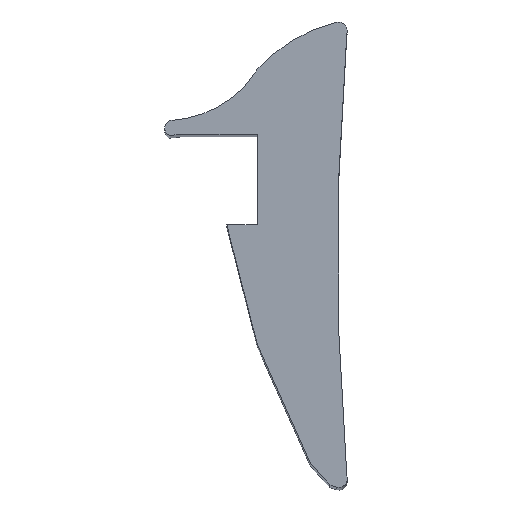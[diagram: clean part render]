
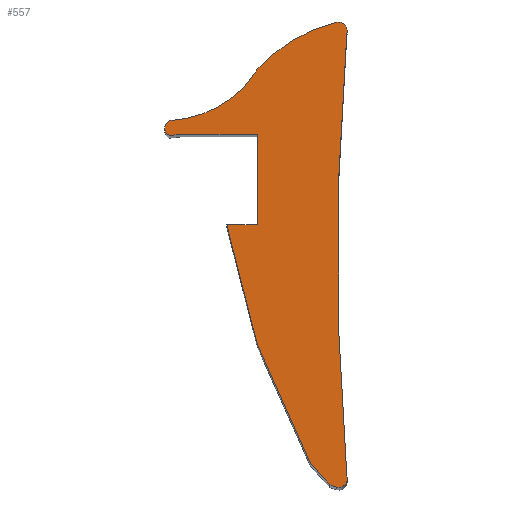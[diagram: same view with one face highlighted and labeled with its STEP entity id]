
A CAD part, top view. The second image highlights one B-rep face of the part: STEP entity #557.
In plain terms, the highlighted planar face has unit normal (0, 0, 1).
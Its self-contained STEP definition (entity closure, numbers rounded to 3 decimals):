
#18=CARTESIAN_POINT('',(-3.438,12.8,50.0));
#19=VERTEX_POINT('',#18);
#26=CARTESIAN_POINT('',(-0.373,14.976,50.0));
#27=VERTEX_POINT('',#26);
#28=CARTESIAN_POINT('',(0.843,10.018,50.0));
#29=DIRECTION('',(0.0,0.0,1.0));
#30=DIRECTION('',(1.0,0.0,0.0));
#31=AXIS2_PLACEMENT_3D('',#28,#29,#30);
#32=CIRCLE('',#31,5.106);
#33=EDGE_CURVE('',#27,#19,#32,.T.);
#58=CARTESIAN_POINT('',(-5.776,11.744,50.0));
#59=VERTEX_POINT('',#58);
#66=CARTESIAN_POINT('',(-6.042,15.45,50.0));
#67=DIRECTION('',(0.0,0.0,-1.0));
#68=DIRECTION('',(1.0,0.0,0.0));
#69=AXIS2_PLACEMENT_3D('',#66,#67,#68);
#70=CIRCLE('',#69,3.715);
#71=EDGE_CURVE('',#19,#59,#70,.T.);
#91=CARTESIAN_POINT('',(-5.859,11.242,50.0));
#92=VERTEX_POINT('',#91);
#99=CARTESIAN_POINT('',(-5.76,11.484,50.0));
#100=DIRECTION('',(0.0,0.0,1.0));
#101=DIRECTION('',(1.0,0.0,0.0));
#102=AXIS2_PLACEMENT_3D('',#99,#100,#101);
#103=CIRCLE('',#102,0.261);
#104=EDGE_CURVE('',#59,#92,#103,.T.);
#123=CARTESIAN_POINT('',(-5.465,11.288,50.0));
#124=VERTEX_POINT('',#123);
#131=CARTESIAN_POINT('',(-5.859,11.242,50.0));
#132=DIRECTION('',(0.993,0.114,0.0));
#133=VECTOR('',#132,0.396);
#134=LINE('',#131,#133);
#135=EDGE_CURVE('',#92,#124,#134,.T.);
#154=CARTESIAN_POINT('',(-4.965,11.288,50.0));
#155=VERTEX_POINT('',#154);
#162=CARTESIAN_POINT('',(-5.465,11.288,50.0));
#163=DIRECTION('',(1.0,0.0,0.0));
#164=VECTOR('',#163,0.5);
#165=LINE('',#162,#164);
#166=EDGE_CURVE('',#124,#155,#165,.T.);
#185=CARTESIAN_POINT('',(-4.09,11.288,50.0));
#186=VERTEX_POINT('',#185);
#193=CARTESIAN_POINT('',(-4.965,11.288,50.0));
#194=DIRECTION('',(1.,0.,0.0));
#195=VECTOR('',#194,0.875);
#196=LINE('',#193,#195);
#197=EDGE_CURVE('',#155,#186,#196,.T.);
#216=CARTESIAN_POINT('',(-2.965,11.288,50.0));
#217=VERTEX_POINT('',#216);
#224=CARTESIAN_POINT('',(-4.09,11.288,50.0));
#225=DIRECTION('',(1.0,0.0,0.0));
#226=VECTOR('',#225,1.125);
#227=LINE('',#224,#226);
#228=EDGE_CURVE('',#186,#217,#227,.T.);
#247=CARTESIAN_POINT('',(-2.965,8.288,50.0));
#248=VERTEX_POINT('',#247);
#255=CARTESIAN_POINT('',(-2.965,11.288,50.0));
#256=DIRECTION('',(0.0,-1.0,0.0));
#257=VECTOR('',#256,3.);
#258=LINE('',#255,#257);
#259=EDGE_CURVE('',#217,#248,#258,.T.);
#278=CARTESIAN_POINT('',(-3.965,8.288,50.0));
#279=VERTEX_POINT('',#278);
#286=CARTESIAN_POINT('',(-2.965,8.288,50.0));
#287=DIRECTION('',(-1.0,0.0,0.0));
#288=VECTOR('',#287,1.);
#289=LINE('',#286,#288);
#290=EDGE_CURVE('',#248,#279,#289,.T.);
#309=CARTESIAN_POINT('',(-2.957,4.343,50.0));
#310=VERTEX_POINT('',#309);
#317=CARTESIAN_POINT('',(-3.965,8.288,50.0));
#318=DIRECTION('',(0.248,-0.969,0.0));
#319=VECTOR('',#318,4.072);
#320=LINE('',#317,#319);
#321=EDGE_CURVE('',#279,#310,#320,.T.);
#340=CARTESIAN_POINT('',(-1.198,0.403,50.0));
#341=VERTEX_POINT('',#340);
#348=CARTESIAN_POINT('',(-2.957,4.343,50.0));
#349=DIRECTION('',(0.408,-0.913,0.0));
#350=VECTOR('',#349,4.314);
#351=LINE('',#348,#350);
#352=EDGE_CURVE('',#310,#341,#351,.T.);
#371=CARTESIAN_POINT('',(-0.557,-0.309,50.0));
#372=VERTEX_POINT('',#371);
#379=CARTESIAN_POINT('',(-1.198,0.403,50.0));
#380=DIRECTION('',(0.669,-0.743,0.0));
#381=VECTOR('',#380,0.959);
#382=LINE('',#379,#381);
#383=EDGE_CURVE('',#341,#372,#382,.T.);
#402=CARTESIAN_POINT('',(-0.344,-0.374,50.0));
#403=VERTEX_POINT('',#402);
#410=CARTESIAN_POINT('',(-0.557,-0.309,50.0));
#411=DIRECTION('',(0.956,-0.292,0.0));
#412=VECTOR('',#411,0.223);
#413=LINE('',#410,#412);
#414=EDGE_CURVE('',#372,#403,#413,.T.);
#434=CARTESIAN_POINT('',(0.0,0.0,50.0));
#435=VERTEX_POINT('',#434);
#442=CARTESIAN_POINT('',(-0.268,-0.099,50.0));
#443=DIRECTION('',(0.0,0.0,1.0));
#444=DIRECTION('',(1.0,0.0,0.0));
#445=AXIS2_PLACEMENT_3D('',#442,#443,#444);
#446=CIRCLE('',#445,0.285);
#447=EDGE_CURVE('',#403,#435,#446,.T.);
#467=CARTESIAN_POINT('',(0.,14.63,50.0));
#468=VERTEX_POINT('',#467);
#475=CARTESIAN_POINT('',(87.253,7.315,50.0));
#476=DIRECTION('',(0.0,0.0,-1.0));
#477=DIRECTION('',(1.0,0.0,0.0));
#478=AXIS2_PLACEMENT_3D('',#475,#476,#477);
#479=CIRCLE('',#478,87.56);
#480=EDGE_CURVE('',#435,#468,#479,.T.);
#499=CARTESIAN_POINT('',(-0.271,14.713,50.0));
#500=DIRECTION('',(0.0,0.0,1.0));
#501=DIRECTION('',(1.0,0.0,0.0));
#502=AXIS2_PLACEMENT_3D('',#499,#500,#501);
#503=CIRCLE('',#502,0.283);
#504=EDGE_CURVE('',#468,#27,#503,.T.);
#534=CARTESIAN_POINT('',(-6.624,-1.923,50.0));
#535=DIRECTION('',(0.0,0.0,1.0));
#536=DIRECTION('',(1.0,0.0,0.0));
#537=AXIS2_PLACEMENT_3D('',#534,#535,#536);
#538=PLANE('',#537);
#539=ORIENTED_EDGE('',*,*,#33,.T.);
#540=ORIENTED_EDGE('',*,*,#71,.T.);
#541=ORIENTED_EDGE('',*,*,#104,.T.);
#542=ORIENTED_EDGE('',*,*,#135,.T.);
#543=ORIENTED_EDGE('',*,*,#166,.T.);
#544=ORIENTED_EDGE('',*,*,#197,.T.);
#545=ORIENTED_EDGE('',*,*,#228,.T.);
#546=ORIENTED_EDGE('',*,*,#259,.T.);
#547=ORIENTED_EDGE('',*,*,#290,.T.);
#548=ORIENTED_EDGE('',*,*,#321,.T.);
#549=ORIENTED_EDGE('',*,*,#352,.T.);
#550=ORIENTED_EDGE('',*,*,#383,.T.);
#551=ORIENTED_EDGE('',*,*,#414,.T.);
#552=ORIENTED_EDGE('',*,*,#447,.T.);
#553=ORIENTED_EDGE('',*,*,#480,.T.);
#554=ORIENTED_EDGE('',*,*,#504,.T.);
#555=EDGE_LOOP('',(#539,#540,#541,#542,#543,#544,#545,#546,#547,#548,#549,#550,#551,#552,#553,#554));
#556=FACE_OUTER_BOUND('',#555,.T.);
#557=ADVANCED_FACE('',(#556),#538,.T.);
